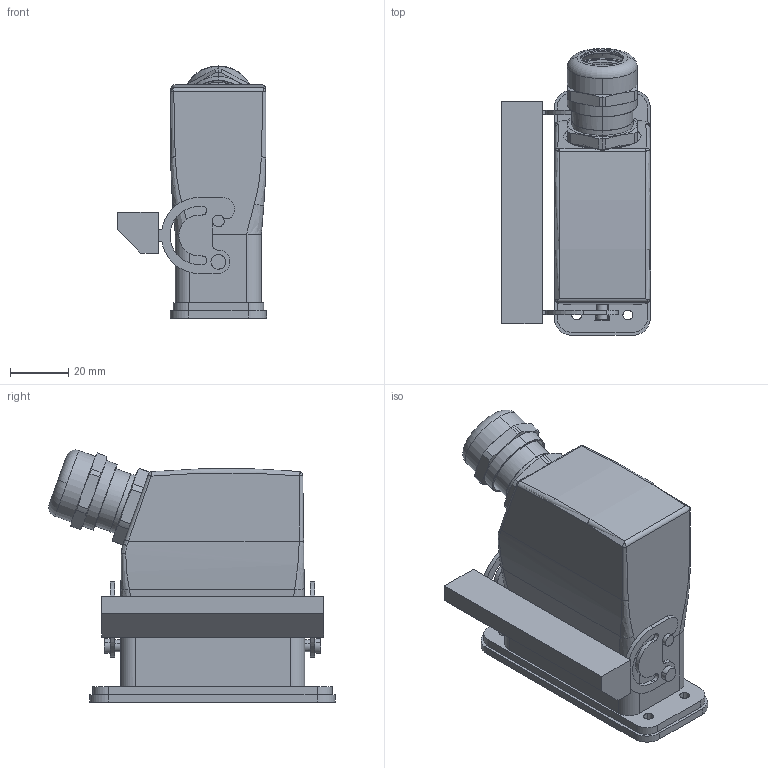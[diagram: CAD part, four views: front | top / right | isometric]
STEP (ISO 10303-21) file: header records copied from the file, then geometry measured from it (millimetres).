
FILE_DESCRIPTION(('CATIA V5 STEP Exchange','CAx-IF Rec.Pracs.--- Model Styling and Organization---1.4--- 2014-01-23'),'2;1');
FILE_NAME ('025262-1_2', '2019-11-25T15:39:07+00:00', ('none'), ('Weidmueller'), 'CATIA Version 5-6 Release 2016 SP3 HF44', 'CATIA V5 STEP AP214', 'none');
FILE_SCHEMA(('AUTOMOTIVE_DESIGN { 1 0 10303 214 1 1 1 1 }'));
Length unit declared in the file: millimetre
Products named in the file (1): 1884310000
Bounding box: 51 x 98.08 x 86.28 mm (x, y, z)
Volume: 114410.2 mm3; surface area: 75580.6 mm2
Topology: 3 solids, 80 shells, 3855 faces, 11461 edges, 7731 vertices
Faces by surface type: plane 1794, cylinder 813, cone 597, torus 416, sphere 136, bspline 67, extrusion 24, revolution 8
Entity records: 133267 total; most frequent: CARTESIAN_POINT 39612, ORIENTED_EDGE 22766, DIRECTION 14055, EDGE_CURVE 11383, VERTEX_POINT 7731, AXIS2_PLACEMENT_3D 6138, VECTOR 5308, LINE 5284
